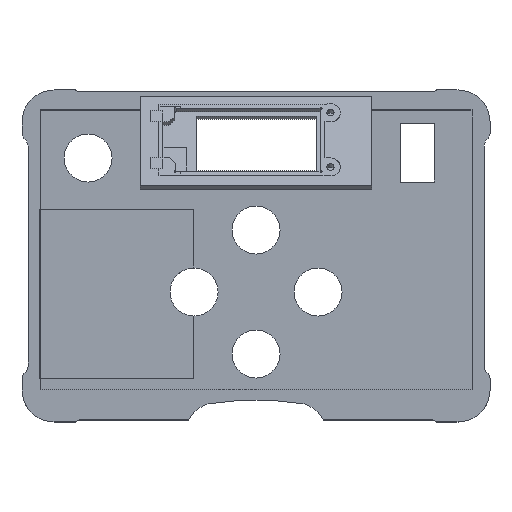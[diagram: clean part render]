
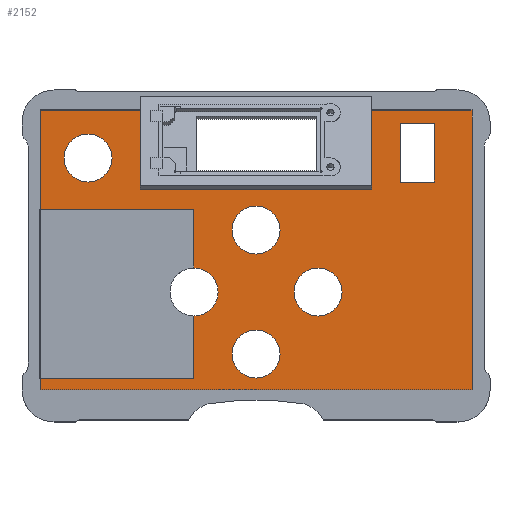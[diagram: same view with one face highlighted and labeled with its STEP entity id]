
A CAD part, top view. The second image highlights one B-rep face of the part: STEP entity #2152.
In plain terms, the highlighted planar face has unit normal (0, 0, 1).
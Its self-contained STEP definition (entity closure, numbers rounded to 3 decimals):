
#1598 = VERTEX_POINT('',#1599);
#1599 = CARTESIAN_POINT('',(54.,8.,2.));
#1605 = EDGE_CURVE('',#1598,#1606,#1608,.T.);
#1606 = VERTEX_POINT('',#1607);
#1607 = CARTESIAN_POINT('',(54.,78.,2.));
#1608 = LINE('',#1609,#1610);
#1609 = CARTESIAN_POINT('',(54.,8.,2.));
#1610 = VECTOR('',#1611,1.);
#1611 = DIRECTION('',(0.,1.,0.));
#1630 = EDGE_CURVE('',#1606,#1631,#1633,.T.);
#1631 = VERTEX_POINT('',#1632);
#1632 = CARTESIAN_POINT('',(28.976,78.,2.));
#1633 = LINE('',#1634,#1635);
#1634 = CARTESIAN_POINT('',(54.,78.,2.));
#1635 = VECTOR('',#1636,1.);
#1636 = DIRECTION('',(-1.,0.,0.));
#1701 = VERTEX_POINT('',#1702);
#1702 = CARTESIAN_POINT('',(-28.976,78.,2.));
#1726 = EDGE_CURVE('',#1701,#1727,#1729,.T.);
#1727 = VERTEX_POINT('',#1728);
#1728 = CARTESIAN_POINT('',(-54.,78.,2.));
#1729 = LINE('',#1730,#1731);
#1730 = CARTESIAN_POINT('',(54.,78.,2.));
#1731 = VECTOR('',#1732,1.);
#1732 = DIRECTION('',(-1.,0.,0.));
#1750 = EDGE_CURVE('',#1727,#1751,#1753,.T.);
#1751 = VERTEX_POINT('',#1752);
#1752 = CARTESIAN_POINT('',(-54.,53.2,2.));
#1753 = LINE('',#1754,#1755);
#1754 = CARTESIAN_POINT('',(-54.,78.,2.));
#1755 = VECTOR('',#1756,1.);
#1756 = DIRECTION('',(0.,-1.,0.));
#1856 = VERTEX_POINT('',#1857);
#1857 = CARTESIAN_POINT('',(-54.,10.8,2.));
#1880 = EDGE_CURVE('',#1856,#1881,#1883,.T.);
#1881 = VERTEX_POINT('',#1882);
#1882 = CARTESIAN_POINT('',(-54.,8.,2.));
#1883 = LINE('',#1884,#1885);
#1884 = CARTESIAN_POINT('',(-54.,78.,2.));
#1885 = VECTOR('',#1886,1.);
#1886 = DIRECTION('',(0.,-1.,0.));
#1903 = EDGE_CURVE('',#1881,#1598,#1904,.T.);
#1904 = LINE('',#1905,#1906);
#1905 = CARTESIAN_POINT('',(-54.,8.,2.));
#1906 = VECTOR('',#1907,1.);
#1907 = DIRECTION('',(1.,0.,0.));
#2152 = ADVANCED_FACE('',(#2153,#2263,#2274,#2285,#2296,#2307),#2341,.T.
  );
#2153 = FACE_BOUND('',#2154,.T.);
#2154 = EDGE_LOOP('',(#2155,#2163,#2164,#2165,#2166,#2167,#2175,#2183,
    #2191,#2199,#2207,#2215,#2221,#2222,#2223,#2231,#2239,#2248,#2257));
#2155 = ORIENTED_EDGE('',*,*,#2156,.F.);
#2156 = EDGE_CURVE('',#1856,#2157,#2159,.T.);
#2157 = VERTEX_POINT('',#2158);
#2158 = CARTESIAN_POINT('',(-15.62,10.8,2.));
#2159 = LINE('',#2160,#2161);
#2160 = CARTESIAN_POINT('',(-25.732,10.8,2.));
#2161 = VECTOR('',#2162,1.);
#2162 = DIRECTION('',(1.,0.,0.));
#2163 = ORIENTED_EDGE('',*,*,#1880,.T.);
#2164 = ORIENTED_EDGE('',*,*,#1903,.T.);
#2165 = ORIENTED_EDGE('',*,*,#1605,.T.);
#2166 = ORIENTED_EDGE('',*,*,#1630,.T.);
#2167 = ORIENTED_EDGE('',*,*,#2168,.T.);
#2168 = EDGE_CURVE('',#1631,#2169,#2171,.T.);
#2169 = VERTEX_POINT('',#2170);
#2170 = CARTESIAN_POINT('',(28.976,60.929,2.));
#2171 = LINE('',#2172,#2173);
#2172 = CARTESIAN_POINT('',(28.976,81.423,2.));
#2173 = VECTOR('',#2174,1.);
#2174 = DIRECTION('',(0.,-1.,0.));
#2175 = ORIENTED_EDGE('',*,*,#2176,.T.);
#2176 = EDGE_CURVE('',#2169,#2177,#2179,.T.);
#2177 = VERTEX_POINT('',#2178);
#2178 = CARTESIAN_POINT('',(28.976,58.596,2.));
#2179 = LINE('',#2180,#2181);
#2180 = CARTESIAN_POINT('',(28.976,81.423,2.));
#2181 = VECTOR('',#2182,1.);
#2182 = DIRECTION('',(0.,-1.,0.));
#2183 = ORIENTED_EDGE('',*,*,#2184,.T.);
#2184 = EDGE_CURVE('',#2177,#2185,#2187,.T.);
#2185 = VERTEX_POINT('',#2186);
#2186 = CARTESIAN_POINT('',(28.976,58.117,2.));
#2187 = LINE('',#2188,#2189);
#2188 = CARTESIAN_POINT('',(28.976,81.423,2.));
#2189 = VECTOR('',#2190,1.);
#2190 = DIRECTION('',(0.,-1.,0.));
#2191 = ORIENTED_EDGE('',*,*,#2192,.T.);
#2192 = EDGE_CURVE('',#2185,#2193,#2195,.T.);
#2193 = VERTEX_POINT('',#2194);
#2194 = CARTESIAN_POINT('',(-28.976,58.117,2.));
#2195 = LINE('',#2196,#2197);
#2196 = CARTESIAN_POINT('',(28.976,58.117,2.));
#2197 = VECTOR('',#2198,1.);
#2198 = DIRECTION('',(-1.,0.,0.));
#2199 = ORIENTED_EDGE('',*,*,#2200,.T.);
#2200 = EDGE_CURVE('',#2193,#2201,#2203,.T.);
#2201 = VERTEX_POINT('',#2202);
#2202 = CARTESIAN_POINT('',(-28.976,58.596,2.));
#2203 = LINE('',#2204,#2205);
#2204 = CARTESIAN_POINT('',(-28.976,58.117,2.));
#2205 = VECTOR('',#2206,1.);
#2206 = DIRECTION('',(0.,1.,0.));
#2207 = ORIENTED_EDGE('',*,*,#2208,.T.);
#2208 = EDGE_CURVE('',#2201,#2209,#2211,.T.);
#2209 = VERTEX_POINT('',#2210);
#2210 = CARTESIAN_POINT('',(-28.976,60.929,2.));
#2211 = LINE('',#2212,#2213);
#2212 = CARTESIAN_POINT('',(-28.976,58.117,2.));
#2213 = VECTOR('',#2214,1.);
#2214 = DIRECTION('',(0.,1.,0.));
#2215 = ORIENTED_EDGE('',*,*,#2216,.T.);
#2216 = EDGE_CURVE('',#2209,#1701,#2217,.T.);
#2217 = LINE('',#2218,#2219);
#2218 = CARTESIAN_POINT('',(-28.976,58.117,2.));
#2219 = VECTOR('',#2220,1.);
#2220 = DIRECTION('',(0.,1.,0.));
#2221 = ORIENTED_EDGE('',*,*,#1726,.T.);
#2222 = ORIENTED_EDGE('',*,*,#1750,.T.);
#2223 = ORIENTED_EDGE('',*,*,#2224,.F.);
#2224 = EDGE_CURVE('',#2225,#1751,#2227,.T.);
#2225 = VERTEX_POINT('',#2226);
#2226 = CARTESIAN_POINT('',(-15.62,53.2,2.));
#2227 = LINE('',#2228,#2229);
#2228 = CARTESIAN_POINT('',(-44.932,53.2,2.));
#2229 = VECTOR('',#2230,1.);
#2230 = DIRECTION('',(-1.,0.,0.));
#2231 = ORIENTED_EDGE('',*,*,#2232,.F.);
#2232 = EDGE_CURVE('',#2233,#2225,#2235,.T.);
#2233 = VERTEX_POINT('',#2234);
#2234 = CARTESIAN_POINT('',(-15.62,38.499,2.));
#2235 = LINE('',#2236,#2237);
#2236 = CARTESIAN_POINT('',(-15.62,42.271,2.));
#2237 = VECTOR('',#2238,1.);
#2238 = DIRECTION('',(0.,1.,0.));
#2239 = ORIENTED_EDGE('',*,*,#2240,.T.);
#2240 = EDGE_CURVE('',#2233,#2241,#2243,.T.);
#2241 = VERTEX_POINT('',#2242);
#2242 = CARTESIAN_POINT('',(-9.5,32.5,2.));
#2243 = CIRCLE('',#2244,6.);
#2244 = AXIS2_PLACEMENT_3D('',#2245,#2246,#2247);
#2245 = CARTESIAN_POINT('',(-15.5,32.5,2.));
#2246 = DIRECTION('',(0.,0.,-1.));
#2247 = DIRECTION('',(1.,0.,0.));
#2248 = ORIENTED_EDGE('',*,*,#2249,.T.);
#2249 = EDGE_CURVE('',#2241,#2250,#2252,.T.);
#2250 = VERTEX_POINT('',#2251);
#2251 = CARTESIAN_POINT('',(-15.62,26.501,2.));
#2252 = CIRCLE('',#2253,6.);
#2253 = AXIS2_PLACEMENT_3D('',#2254,#2255,#2256);
#2254 = CARTESIAN_POINT('',(-15.5,32.5,2.));
#2255 = DIRECTION('',(0.,0.,-1.));
#2256 = DIRECTION('',(1.,0.,0.));
#2257 = ORIENTED_EDGE('',*,*,#2258,.F.);
#2258 = EDGE_CURVE('',#2157,#2250,#2259,.T.);
#2259 = LINE('',#2260,#2261);
#2260 = CARTESIAN_POINT('',(-15.62,42.271,2.));
#2261 = VECTOR('',#2262,1.);
#2262 = DIRECTION('',(0.,1.,0.));
#2263 = FACE_BOUND('',#2264,.T.);
#2264 = EDGE_LOOP('',(#2265));
#2265 = ORIENTED_EDGE('',*,*,#2266,.T.);
#2266 = EDGE_CURVE('',#2267,#2267,#2269,.T.);
#2267 = VERTEX_POINT('',#2268);
#2268 = CARTESIAN_POINT('',(6.,17.,2.));
#2269 = CIRCLE('',#2270,6.);
#2270 = AXIS2_PLACEMENT_3D('',#2271,#2272,#2273);
#2271 = CARTESIAN_POINT('',(0.,17.,2.));
#2272 = DIRECTION('',(0.,0.,-1.));
#2273 = DIRECTION('',(1.,0.,0.));
#2274 = FACE_BOUND('',#2275,.T.);
#2275 = EDGE_LOOP('',(#2276));
#2276 = ORIENTED_EDGE('',*,*,#2277,.T.);
#2277 = EDGE_CURVE('',#2278,#2278,#2280,.T.);
#2278 = VERTEX_POINT('',#2279);
#2279 = CARTESIAN_POINT('',(21.5,32.5,2.));
#2280 = CIRCLE('',#2281,6.);
#2281 = AXIS2_PLACEMENT_3D('',#2282,#2283,#2284);
#2282 = CARTESIAN_POINT('',(15.5,32.5,2.));
#2283 = DIRECTION('',(0.,0.,-1.));
#2284 = DIRECTION('',(1.,0.,0.));
#2285 = FACE_BOUND('',#2286,.T.);
#2286 = EDGE_LOOP('',(#2287));
#2287 = ORIENTED_EDGE('',*,*,#2288,.T.);
#2288 = EDGE_CURVE('',#2289,#2289,#2291,.T.);
#2289 = VERTEX_POINT('',#2290);
#2290 = CARTESIAN_POINT('',(-36.,66.,2.));
#2291 = CIRCLE('',#2292,6.);
#2292 = AXIS2_PLACEMENT_3D('',#2293,#2294,#2295);
#2293 = CARTESIAN_POINT('',(-42.,66.,2.));
#2294 = DIRECTION('',(0.,0.,-1.));
#2295 = DIRECTION('',(1.,0.,0.));
#2296 = FACE_BOUND('',#2297,.T.);
#2297 = EDGE_LOOP('',(#2298));
#2298 = ORIENTED_EDGE('',*,*,#2299,.T.);
#2299 = EDGE_CURVE('',#2300,#2300,#2302,.T.);
#2300 = VERTEX_POINT('',#2301);
#2301 = CARTESIAN_POINT('',(6.,48.,2.));
#2302 = CIRCLE('',#2303,6.);
#2303 = AXIS2_PLACEMENT_3D('',#2304,#2305,#2306);
#2304 = CARTESIAN_POINT('',(0.,48.,2.));
#2305 = DIRECTION('',(0.,0.,-1.));
#2306 = DIRECTION('',(1.,0.,0.));
#2307 = FACE_BOUND('',#2308,.T.);
#2308 = EDGE_LOOP('',(#2309,#2319,#2327,#2335));
#2309 = ORIENTED_EDGE('',*,*,#2310,.T.);
#2310 = EDGE_CURVE('',#2311,#2313,#2315,.T.);
#2311 = VERTEX_POINT('',#2312);
#2312 = CARTESIAN_POINT('',(44.6,74.6,2.));
#2313 = VERTEX_POINT('',#2314);
#2314 = CARTESIAN_POINT('',(44.6,60.,2.));
#2315 = LINE('',#2316,#2317);
#2316 = CARTESIAN_POINT('',(44.6,51.5,2.));
#2317 = VECTOR('',#2318,1.);
#2318 = DIRECTION('',(0.,-1.,0.));
#2319 = ORIENTED_EDGE('',*,*,#2320,.T.);
#2320 = EDGE_CURVE('',#2313,#2321,#2323,.T.);
#2321 = VERTEX_POINT('',#2322);
#2322 = CARTESIAN_POINT('',(36.,60.,2.));
#2323 = LINE('',#2324,#2325);
#2324 = CARTESIAN_POINT('',(18.,60.,2.));
#2325 = VECTOR('',#2326,1.);
#2326 = DIRECTION('',(-1.,0.,0.));
#2327 = ORIENTED_EDGE('',*,*,#2328,.T.);
#2328 = EDGE_CURVE('',#2321,#2329,#2331,.T.);
#2329 = VERTEX_POINT('',#2330);
#2330 = CARTESIAN_POINT('',(36.,74.6,2.));
#2331 = LINE('',#2332,#2333);
#2332 = CARTESIAN_POINT('',(36.,58.8,2.));
#2333 = VECTOR('',#2334,1.);
#2334 = DIRECTION('',(0.,1.,0.));
#2335 = ORIENTED_EDGE('',*,*,#2336,.T.);
#2336 = EDGE_CURVE('',#2329,#2311,#2337,.T.);
#2337 = LINE('',#2338,#2339);
#2338 = CARTESIAN_POINT('',(22.3,74.6,2.));
#2339 = VECTOR('',#2340,1.);
#2340 = DIRECTION('',(1.,0.,0.));
#2341 = PLANE('',#2342);
#2342 = AXIS2_PLACEMENT_3D('',#2343,#2344,#2345);
#2343 = CARTESIAN_POINT('',(0.,43.,2.));
#2344 = DIRECTION('',(0.,0.,1.));
#2345 = DIRECTION('',(1.,0.,0.));
